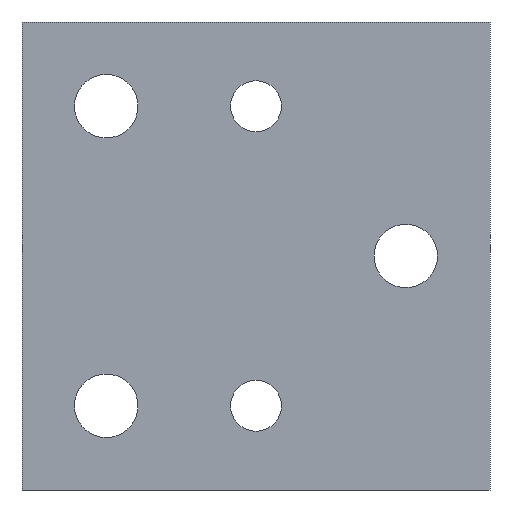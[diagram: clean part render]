
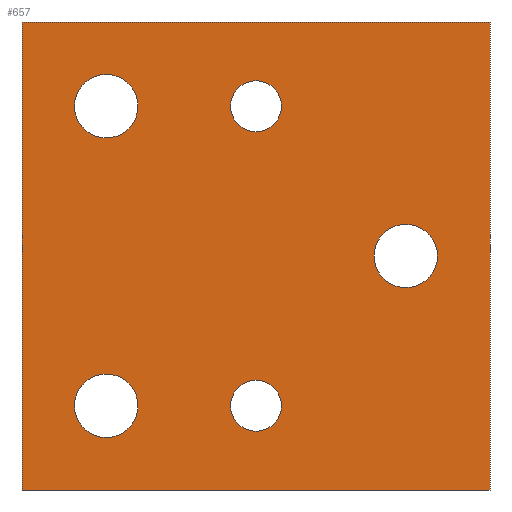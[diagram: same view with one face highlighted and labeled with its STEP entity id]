
A CAD part, front view. The second image highlights one B-rep face of the part: STEP entity #657.
In plain terms, the highlighted planar face has unit normal (0, -1, 0).
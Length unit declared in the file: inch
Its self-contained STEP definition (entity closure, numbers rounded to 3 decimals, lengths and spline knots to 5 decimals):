
#4 = EDGE_CURVE ( 'NONE', #504, #87, #61, .T. ) ;
#8 = EDGE_CURVE ( 'NONE', #453, #141, #506, .T. ) ;
#18 = EDGE_CURVE ( 'NONE', #288, #97, #290, .T. ) ;
#21 = EDGE_CURVE ( 'NONE', #486, #90, #417, .T. ) ;
#41 = CIRCLE ( 'NONE', #638, 0.08475 ) ;
#61 = CIRCLE ( 'NONE', #1117, 0.068 ) ;
#65 = ORIENTED_EDGE ( 'NONE', *, *, #1115, .T. ) ;
#68 = FACE_BOUND ( 'NONE', #282, .T. ) ;
#71 = VECTOR ( 'NONE', #789, 39.37008 ) ;
#74 = ORIENTED_EDGE ( 'NONE', *, *, #21, .T. ) ;
#79 = VERTEX_POINT ( 'NONE', #720 ) ;
#87 = VERTEX_POINT ( 'NONE', #812 ) ;
#90 = VERTEX_POINT ( 'NONE', #942 ) ;
#97 = VERTEX_POINT ( 'NONE', #956 ) ;
#105 = FACE_BOUND ( 'NONE', #429, .T. ) ;
#141 = VERTEX_POINT ( 'NONE', #1029 ) ;
#148 = CIRCLE ( 'NONE', #640, 0.08475 ) ;
#150 = LINE ( 'NONE', #807, #71 ) ;
#154 = FACE_BOUND ( 'NONE', #477, .T. ) ;
#185 = VERTEX_POINT ( 'NONE', #832 ) ;
#198 = CIRCLE ( 'NONE', #582, 0.068 ) ;
#201 = VERTEX_POINT ( 'NONE', #849 ) ;
#206 = CIRCLE ( 'NONE', #642, 0.08475 ) ;
#207 = EDGE_LOOP ( 'NONE', ( #399, #409 ) ) ;
#221 = ORIENTED_EDGE ( 'NONE', *, *, #529, .F. ) ;
#227 = FACE_OUTER_BOUND ( 'NONE', #336, .T. ) ;
#265 = FACE_BOUND ( 'NONE', #325, .T. ) ;
#268 = ORIENTED_EDGE ( 'NONE', *, *, #18, .T. ) ;
#273 = ORIENTED_EDGE ( 'NONE', *, *, #4, .T. ) ;
#276 = VERTEX_POINT ( 'NONE', #830 ) ;
#282 = EDGE_LOOP ( 'NONE', ( #507, #273 ) ) ;
#288 = VERTEX_POINT ( 'NONE', #742 ) ;
#290 = CIRCLE ( 'NONE', #572, 0.08475 ) ;
#291 = FACE_BOUND ( 'NONE', #207, .T. ) ;
#292 = ORIENTED_EDGE ( 'NONE', *, *, #528, .F. ) ;
#308 = VECTOR ( 'NONE', #866, 39.37008 ) ;
#320 = ORIENTED_EDGE ( 'NONE', *, *, #527, .T. ) ;
#325 = EDGE_LOOP ( 'NONE', ( #383, #74 ) ) ;
#334 = LINE ( 'NONE', #898, #308 ) ;
#336 = EDGE_LOOP ( 'NONE', ( #320, #292, #221, #360 ) ) ;
#355 = LINE ( 'NONE', #751, #368 ) ;
#360 = ORIENTED_EDGE ( 'NONE', *, *, #1110, .T. ) ;
#368 = VECTOR ( 'NONE', #857, 39.37008 ) ;
#380 = VERTEX_POINT ( 'NONE', #821 ) ;
#383 = ORIENTED_EDGE ( 'NONE', *, *, #1113, .T. ) ;
#399 = ORIENTED_EDGE ( 'NONE', *, *, #526, .T. ) ;
#405 = LINE ( 'NONE', #1095, #440 ) ;
#406 = CIRCLE ( 'NONE', #641, 0.08475 ) ;
#409 = ORIENTED_EDGE ( 'NONE', *, *, #8, .T. ) ;
#410 = ORIENTED_EDGE ( 'NONE', *, *, #1114, .T. ) ;
#417 = CIRCLE ( 'NONE', #573, 0.08475 ) ;
#429 = EDGE_LOOP ( 'NONE', ( #496, #268 ) ) ;
#440 = VECTOR ( 'NONE', #752, 39.37008 ) ;
#453 = VERTEX_POINT ( 'NONE', #837 ) ;
#458 = VERTEX_POINT ( 'NONE', #765 ) ;
#477 = EDGE_LOOP ( 'NONE', ( #410, #65 ) ) ;
#481 = CIRCLE ( 'NONE', #583, 0.068 ) ;
#486 = VERTEX_POINT ( 'NONE', #772 ) ;
#496 = ORIENTED_EDGE ( 'NONE', *, *, #1112, .T. ) ;
#504 = VERTEX_POINT ( 'NONE', #753 ) ;
#506 = CIRCLE ( 'NONE', #1119, 0.068 ) ;
#507 = ORIENTED_EDGE ( 'NONE', *, *, #525, .T. ) ;
#525 = EDGE_CURVE ( 'NONE', #87, #504, #198, .T. ) ;
#526 = EDGE_CURVE ( 'NONE', #141, #453, #481, .T. ) ;
#527 = EDGE_CURVE ( 'NONE', #185, #458, #405, .T. ) ;
#528 = EDGE_CURVE ( 'NONE', #201, #458, #355, .T. ) ;
#529 = EDGE_CURVE ( 'NONE', #380, #201, #334, .T. ) ;
#572 = AXIS2_PLACEMENT_3D ( 'NONE', #932, #1021, #931 ) ;
#573 = AXIS2_PLACEMENT_3D ( 'NONE', #793, #781, #777 ) ;
#582 = AXIS2_PLACEMENT_3D ( 'NONE', #999, #749, #867 ) ;
#583 = AXIS2_PLACEMENT_3D ( 'NONE', #755, #840, #1014 ) ;
#608 = AXIS2_PLACEMENT_3D ( 'NONE', #798, #1064, #823 ) ;
#638 = AXIS2_PLACEMENT_3D ( 'NONE', #1020, #846, #924 ) ;
#640 = AXIS2_PLACEMENT_3D ( 'NONE', #952, #925, #1101 ) ;
#641 = AXIS2_PLACEMENT_3D ( 'NONE', #845, #1042, #841 ) ;
#642 = AXIS2_PLACEMENT_3D ( 'NONE', #708, #707, #1075 ) ;
#657 = ADVANCED_FACE ( 'NONE', ( #105, #265, #154, #68, #291, #227 ), #1074, .F. ) ;
#707 = DIRECTION ( 'NONE',  ( 0., 1., 0. ) ) ;
#708 = CARTESIAN_POINT ( 'NONE',  ( -0.4, -0.12, 0.4 ) ) ;
#720 = CARTESIAN_POINT ( 'NONE',  ( -0.4, -0.12, 0.31525 ) ) ;
#742 = CARTESIAN_POINT ( 'NONE',  ( 0.4, -0.12, -0.08475 ) ) ;
#749 = DIRECTION ( 'NONE',  ( 0., 1., 0. ) ) ;
#751 = CARTESIAN_POINT ( 'NONE',  ( 0.625, -0.12, 0.625 ) ) ;
#752 = DIRECTION ( 'NONE',  ( 1., 0., 0. ) ) ;
#753 = CARTESIAN_POINT ( 'NONE',  ( 0., -0.12, -0.468 ) ) ;
#755 = CARTESIAN_POINT ( 'NONE',  ( 0., -0.12, 0.4 ) ) ;
#765 = CARTESIAN_POINT ( 'NONE',  ( 0.625, -0.12, -0.625 ) ) ;
#772 = CARTESIAN_POINT ( 'NONE',  ( -0.4, -0.12, -0.48475 ) ) ;
#777 = DIRECTION ( 'NONE',  ( 0., 0., 1. ) ) ;
#781 = DIRECTION ( 'NONE',  ( 0., 1., 0. ) ) ;
#784 = DIRECTION ( 'NONE',  ( 0., 0., 1. ) ) ;
#789 = DIRECTION ( 'NONE',  ( 0., 0., -1. ) ) ;
#793 = CARTESIAN_POINT ( 'NONE',  ( -0.4, -0.12, -0.4 ) ) ;
#798 = CARTESIAN_POINT ( 'NONE',  ( 0., -0.12, 0.625 ) ) ;
#807 = CARTESIAN_POINT ( 'NONE',  ( -0.625, -0.12, 0.625 ) ) ;
#809 = CARTESIAN_POINT ( 'NONE',  ( 0., -0.12, 0.4 ) ) ;
#812 = CARTESIAN_POINT ( 'NONE',  ( 0., -0.12, -0.332 ) ) ;
#821 = CARTESIAN_POINT ( 'NONE',  ( -0.625, -0.12, 0.625 ) ) ;
#823 = DIRECTION ( 'NONE',  ( 0., 0., 1. ) ) ;
#830 = CARTESIAN_POINT ( 'NONE',  ( -0.4, -0.12, 0.48475 ) ) ;
#832 = CARTESIAN_POINT ( 'NONE',  ( -0.625, -0.12, -0.625 ) ) ;
#837 = CARTESIAN_POINT ( 'NONE',  ( 0., -0.12, 0.332 ) ) ;
#840 = DIRECTION ( 'NONE',  ( 0., 1., 0. ) ) ;
#841 = DIRECTION ( 'NONE',  ( 0., 0., 1. ) ) ;
#845 = CARTESIAN_POINT ( 'NONE',  ( -0.4, -0.12, 0.4 ) ) ;
#846 = DIRECTION ( 'NONE',  ( 0., 1., 0. ) ) ;
#849 = CARTESIAN_POINT ( 'NONE',  ( 0.625, -0.12, 0.625 ) ) ;
#857 = DIRECTION ( 'NONE',  ( 0., 0., -1. ) ) ;
#866 = DIRECTION ( 'NONE',  ( 1., 0., 0. ) ) ;
#867 = DIRECTION ( 'NONE',  ( 0., 0., 1. ) ) ;
#878 = DIRECTION ( 'NONE',  ( 0., 0., 1. ) ) ;
#891 = DIRECTION ( 'NONE',  ( 0., 1., 0. ) ) ;
#898 = CARTESIAN_POINT ( 'NONE',  ( 0., -0.12, 0.625 ) ) ;
#924 = DIRECTION ( 'NONE',  ( 0., 0., 1. ) ) ;
#925 = DIRECTION ( 'NONE',  ( 0., 1., 0. ) ) ;
#931 = DIRECTION ( 'NONE',  ( 0., 0., 1. ) ) ;
#932 = CARTESIAN_POINT ( 'NONE',  ( 0.4, -0.12, 0. ) ) ;
#942 = CARTESIAN_POINT ( 'NONE',  ( -0.4, -0.12, -0.31525 ) ) ;
#952 = CARTESIAN_POINT ( 'NONE',  ( -0.4, -0.12, -0.4 ) ) ;
#956 = CARTESIAN_POINT ( 'NONE',  ( 0.4, -0.12, 0.08475 ) ) ;
#970 = DIRECTION ( 'NONE',  ( 0., 1., 0. ) ) ;
#999 = CARTESIAN_POINT ( 'NONE',  ( 0., -0.12, -0.4 ) ) ;
#1014 = DIRECTION ( 'NONE',  ( 0., 0., 1. ) ) ;
#1020 = CARTESIAN_POINT ( 'NONE',  ( 0.4, -0.12, 0. ) ) ;
#1021 = DIRECTION ( 'NONE',  ( 0., 1., 0. ) ) ;
#1029 = CARTESIAN_POINT ( 'NONE',  ( 0., -0.12, 0.468 ) ) ;
#1042 = DIRECTION ( 'NONE',  ( 0., 1., 0. ) ) ;
#1064 = DIRECTION ( 'NONE',  ( 0., 1., 0. ) ) ;
#1074 = PLANE ( 'NONE',  #608 ) ;
#1075 = DIRECTION ( 'NONE',  ( 0., 0., 1. ) ) ;
#1089 = CARTESIAN_POINT ( 'NONE',  ( 0., -0.12, -0.4 ) ) ;
#1095 = CARTESIAN_POINT ( 'NONE',  ( 0., -0.12, -0.625 ) ) ;
#1101 = DIRECTION ( 'NONE',  ( 0., 0., 1. ) ) ;
#1110 = EDGE_CURVE ( 'NONE', #380, #185, #150, .T. ) ;
#1112 = EDGE_CURVE ( 'NONE', #97, #288, #41, .T. ) ;
#1113 = EDGE_CURVE ( 'NONE', #90, #486, #148, .T. ) ;
#1114 = EDGE_CURVE ( 'NONE', #276, #79, #406, .T. ) ;
#1115 = EDGE_CURVE ( 'NONE', #79, #276, #206, .T. ) ;
#1117 = AXIS2_PLACEMENT_3D ( 'NONE', #1089, #891, #878 ) ;
#1119 = AXIS2_PLACEMENT_3D ( 'NONE', #809, #970, #784 ) ;
